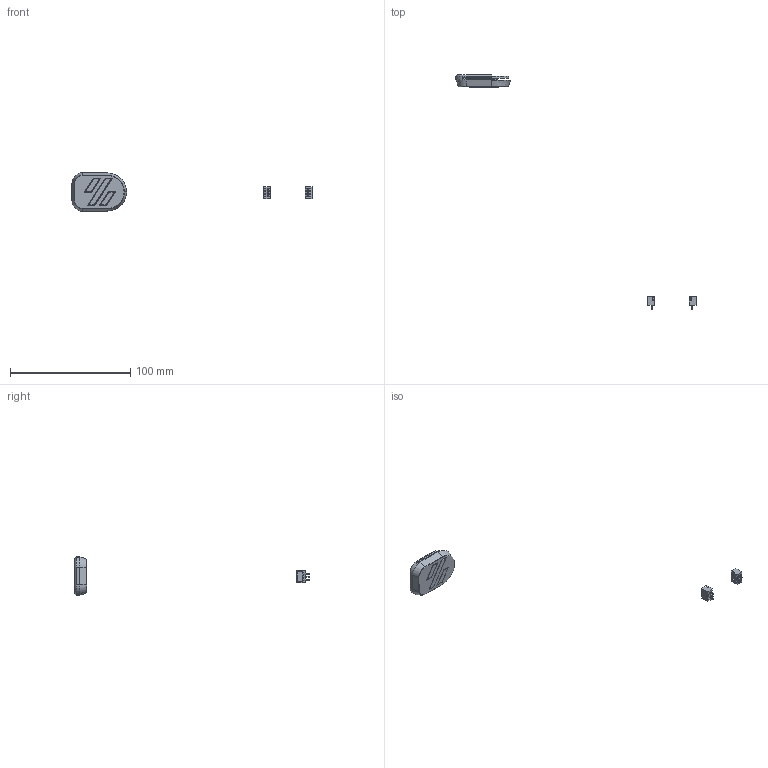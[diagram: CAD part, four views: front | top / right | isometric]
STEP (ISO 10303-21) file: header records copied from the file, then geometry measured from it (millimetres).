
FILE_DESCRIPTION(/* description */ (''),/* implementation_level */ '2;1');
FILE_NAME(/* name */ 'Skirt_LED_Assembly.step',/* time_stamp */ '2023-12-21T09:07:16-08:00',/* author */ (''),/* organization */ (''),/* preprocessor_version */ 'ST-DEVELOPER v20',/* originating_system */ 'Autodesk Translation Framework v12.14.0.127',/* authorisation */ '');
FILE_SCHEMA (('AUTOMOTIVE_DESIGN { 1 0 10303 214 3 1 1 }'));
Length unit declared in the file: millimetre
Products named in the file (29): Z_Motor_Cover; PCB; JST_XH_B3B-XH-A_1x03_P2.50mm_Vertical (1); C_0805_2012Metric (1); C_0805_2012Metric (1)_1; LED_WS2812B_PLCC4_5.0x5.0mm_P3.2mm (1); LED_WS2812B_PLCC4_5.0x5.0mm_P3.2mm (1)_1; LED_WS2812B_PLCC4_5.0x5.0mm_P3.2mm (1)_2; C_0805_2012Metric (1)_2; C_0805_2012Metric (1)_3; C_0805_2012Metric (1)_4; C_0805_2012Metric (1)_5; C_0805_2012Metric (1)_6; R_1206_3216Metric (1); SOLID (2) (1); JST_XH_B3B-XH-A_1x03_P2.50mm_Vertical (1)_1; SOLID (3) (1); LED_WS2812B_PLCC4_5.0x5.0mm_P3.2mm (1)_3; LED_WS2812B_PLCC4_5.0x5.0mm_P3.2mm (1)_4; LED_WS2812B_PLCC4_5.0x5.0mm_P3.2mm (1)_5; LED_WS2812B_PLCC4_5.0x5.0mm_P3.2mm (1)_6; LED_WS2812B_PLCC4_5.0x5.0mm_P3.2mm (1)_7; SOLID (1) (1); C_0805_2012Metric (1)_7; SOLID (4); Disco Skirt PCB (1); Skirt_Logo_Cover; LightBlocker; Diffuser
Assembly tree (43 placements, depth 4):
  Z_Motor_Cover
    PCB
      JST_XH_B3B-XH-A_1x03_P2.50mm_Vertical (1)
        SOLID (3) (1)
      C_0805_2012Metric (1)
        SOLID (4)
      C_0805_2012Metric (1)_1
        SOLID (4)
      LED_WS2812B_PLCC4_5.0x5.0mm_P3.2mm (1)
        SOLID (1) (1)
      LED_WS2812B_PLCC4_5.0x5.0mm_P3.2mm (1)_1
        SOLID (1) (1)
      LED_WS2812B_PLCC4_5.0x5.0mm_P3.2mm (1)_2
        SOLID (1) (1)
      C_0805_2012Metric (1)_2
        SOLID (4)
      C_0805_2012Metric (1)_3
        SOLID (4)
      C_0805_2012Metric (1)_4
        SOLID (4)
      C_0805_2012Metric (1)_5
        SOLID (4)
      C_0805_2012Metric (1)_6
        SOLID (4)
      R_1206_3216Metric (1)
        SOLID (2) (1)
      JST_XH_B3B-XH-A_1x03_P2.50mm_Vertical (1)_1
        SOLID (3) (1)
      LED_WS2812B_PLCC4_5.0x5.0mm_P3.2mm (1)_3
        SOLID (1) (1)
      LED_WS2812B_PLCC4_5.0x5.0mm_P3.2mm (1)_4
        SOLID (1) (1)
      LED_WS2812B_PLCC4_5.0x5.0mm_P3.2mm (1)_5
        SOLID (1) (1)
      LED_WS2812B_PLCC4_5.0x5.0mm_P3.2mm (1)_6
        SOLID (1) (1)
      LED_WS2812B_PLCC4_5.0x5.0mm_P3.2mm (1)_7
        SOLID (1) (1)
      C_0805_2012Metric (1)_7
        SOLID (4)
      Disco Skirt PCB (1)
    Skirt_Logo_Cover
    LightBlocker
    Diffuser
Bounding box: 199.46 x 194.77 x 31.88 mm (x, y, z)
Volume: 9566.7 mm3; surface area: 12479.5 mm2
Topology: 23 solids, 23 shells, 1195 faces, 3232 edges, 2085 vertices
Faces by surface type: plane 862, cylinder 312, cone 21
Full cylindrical faces by diameter (mm): 0.95 x6, 3.333 x8
Entity records: 13458 total; most frequent: CARTESIAN_POINT 2248, DIRECTION 2180, ORIENTED_EDGE 2136, EDGE_CURVE 1068, LINE 906, VECTOR 906, VERTEX_POINT 681, AXIS2_PLACEMENT_3D 637
